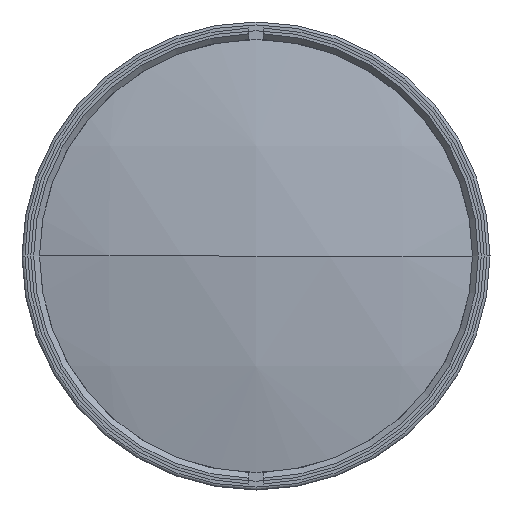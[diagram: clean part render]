
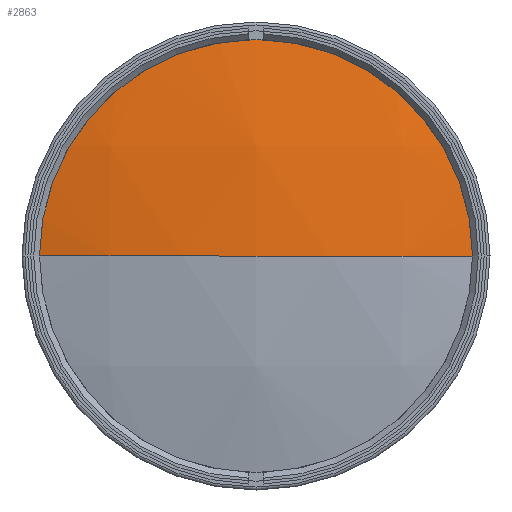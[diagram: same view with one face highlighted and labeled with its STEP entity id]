
A CAD part, left-side view. The second image highlights one B-rep face of the part: STEP entity #2863.
In plain terms, the highlighted spherical face has radius 161 mm.
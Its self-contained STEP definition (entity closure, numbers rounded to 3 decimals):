
#29 = CIRCLE ( 'NONE', #454, 161. ) ;
#169 = DIRECTION ( 'NONE',  ( 0., 1., 0. ) ) ;
#454 = AXIS2_PLACEMENT_3D ( 'NONE', #1492, #2321, #1509 ) ;
#480 = CIRCLE ( 'NONE', #586, 161. ) ;
#586 = AXIS2_PLACEMENT_3D ( 'NONE', #3373, #1392, #169 ) ;
#637 = VERTEX_POINT ( 'NONE', #1561 ) ;
#680 = DIRECTION ( 'NONE',  ( 0., 0., -1. ) ) ;
#1017 = EDGE_CURVE ( 'NONE', #2031, #1360, #29, .T. ) ;
#1347 = ORIENTED_EDGE ( 'NONE', *, *, #1017, .T. ) ;
#1360 = VERTEX_POINT ( 'NONE', #3264 ) ;
#1392 = DIRECTION ( 'NONE',  ( 0., 0., -1. ) ) ;
#1492 = CARTESIAN_POINT ( 'NONE',  ( -8.51, 0., 0. ) ) ;
#1509 = DIRECTION ( 'NONE',  ( 0., -1., 0. ) ) ;
#1561 = CARTESIAN_POINT ( 'NONE',  ( -165.082, -37.5, 0. ) ) ;
#1576 = EDGE_CURVE ( 'NONE', #637, #2031, #3172, .T. ) ;
#1667 = DIRECTION ( 'NONE',  ( 0., -1., 0. ) ) ;
#1827 = AXIS2_PLACEMENT_3D ( 'NONE', #3377, #3099, #1667 ) ;
#1953 = SPHERICAL_SURFACE ( 'NONE', #1827, 161. ) ;
#2031 = VERTEX_POINT ( 'NONE', #3721 ) ;
#2048 = ORIENTED_EDGE ( 'NONE', *, *, #3133, .F. ) ;
#2112 = CARTESIAN_POINT ( 'NONE',  ( -165.082, 0., 0. ) ) ;
#2141 = AXIS2_PLACEMENT_3D ( 'NONE', #2112, #2998, #680 ) ;
#2321 = DIRECTION ( 'NONE',  ( 0., 0., 1. ) ) ;
#2414 = EDGE_LOOP ( 'NONE', ( #3033, #1347, #2048 ) ) ;
#2808 = FACE_OUTER_BOUND ( 'NONE', #2414, .T. ) ;
#2863 = ADVANCED_FACE ( 'NONE', ( #2808 ), #1953, .T. ) ;
#2998 = DIRECTION ( 'NONE',  ( -1., 0., 0. ) ) ;
#3033 = ORIENTED_EDGE ( 'NONE', *, *, #1576, .T. ) ;
#3099 = DIRECTION ( 'NONE',  ( 0., 0., 1. ) ) ;
#3133 = EDGE_CURVE ( 'NONE', #637, #1360, #480, .T. ) ;
#3172 = CIRCLE ( 'NONE', #2141, 37.5 ) ;
#3264 = CARTESIAN_POINT ( 'NONE',  ( -169.51, 0., 0. ) ) ;
#3373 = CARTESIAN_POINT ( 'NONE',  ( -8.51, 0., 0. ) ) ;
#3377 = CARTESIAN_POINT ( 'NONE',  ( -8.51, 0., 0. ) ) ;
#3721 = CARTESIAN_POINT ( 'NONE',  ( -165.082, 37.5, 0. ) ) ;
